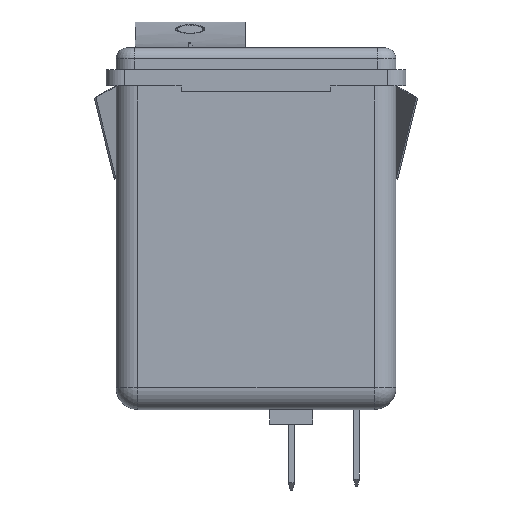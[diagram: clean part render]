
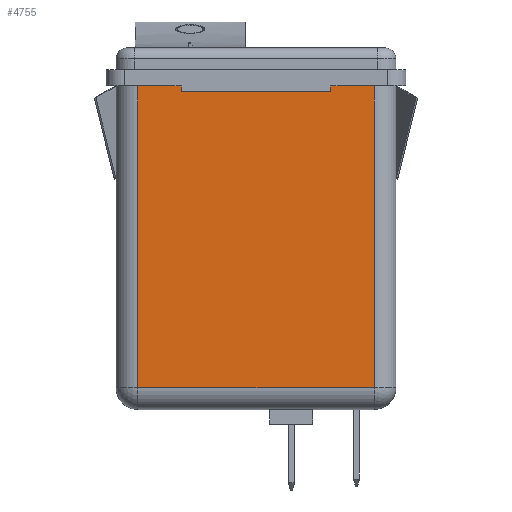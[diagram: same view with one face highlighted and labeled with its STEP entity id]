
A CAD part, left-side view. The second image highlights one B-rep face of the part: STEP entity #4755.
In plain terms, the highlighted planar face has unit normal (-1, 0, 0).
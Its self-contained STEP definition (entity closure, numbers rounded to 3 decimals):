
#293 = DIRECTION ( 'NONE',  ( 0., 1., 0. ) ) ;
#294 = VECTOR ( 'NONE', #293, 1000. ) ;
#295 = CARTESIAN_POINT ( 'NONE',  ( -14.2, -16.15, -2.25 ) ) ;
#296 = LINE ( 'NONE', #295, #294 ) ;
#298 = CARTESIAN_POINT ( 'NONE',  ( -14.2, 16.15, -2.25 ) ) ;
#415 = CARTESIAN_POINT ( 'NONE',  ( -14.2, -16.15, -2.25 ) ) ;
#436 = CARTESIAN_POINT ( 'NONE',  ( -14.2, -10.25, -2.25 ) ) ;
#465 = DIRECTION ( 'NONE',  ( 0., 1., 0. ) ) ;
#466 = VECTOR ( 'NONE', #465, 1000. ) ;
#467 = CARTESIAN_POINT ( 'NONE',  ( -14.2, -16.15, -2.25 ) ) ;
#468 = LINE ( 'NONE', #467, #466 ) ;
#505 = CARTESIAN_POINT ( 'NONE',  ( -14.2, 10.25, -2.25 ) ) ;
#924 = DIRECTION ( 'NONE',  ( -1., 0., 0. ) ) ;
#925 = AXIS2_PLACEMENT_3D ( 'NONE', #927, #924, #1046 ) ;
#927 = CARTESIAN_POINT ( 'NONE',  ( -14.2, -16.15, 45.431 ) ) ;
#928 = PLANE ( 'NONE',  #925 ) ;
#929 = FACE_OUTER_BOUND ( 'NONE', #4758, .T. ) ;
#930 = DIRECTION ( 'NONE',  ( 0., 0., -1. ) ) ;
#931 = VECTOR ( 'NONE', #930, 1000. ) ;
#932 = CARTESIAN_POINT ( 'NONE',  ( -14.2, -16.15, 45.431 ) ) ;
#933 = LINE ( 'NONE', #932, #931 ) ;
#934 = CARTESIAN_POINT ( 'NONE',  ( -14.2, -16.15, -43.518 ) ) ;
#935 = DIRECTION ( 'NONE',  ( 0., -1., 0. ) ) ;
#936 = VECTOR ( 'NONE', #935, 1000. ) ;
#937 = CARTESIAN_POINT ( 'NONE',  ( -14.2, -16.15, -43.518 ) ) ;
#938 = LINE ( 'NONE', #937, #936 ) ;
#1021 = CARTESIAN_POINT ( 'NONE',  ( -14.2, 10.25, -3.018 ) ) ;
#1022 = DIRECTION ( 'NONE',  ( 0., 0., -1. ) ) ;
#1023 = VECTOR ( 'NONE', #1022, 1000. ) ;
#1024 = CARTESIAN_POINT ( 'NONE',  ( -14.2, 10.25, -3.018 ) ) ;
#1025 = LINE ( 'NONE', #1024, #1023 ) ;
#1046 = DIRECTION ( 'NONE',  ( 0., 0., 1. ) ) ;
#1168 = DIRECTION ( 'NONE',  ( 0., 0., 1. ) ) ;
#1169 = VECTOR ( 'NONE', #1168, 1000. ) ;
#1170 = CARTESIAN_POINT ( 'NONE',  ( -14.2, -10.25, -3.018 ) ) ;
#1171 = LINE ( 'NONE', #1170, #1169 ) ;
#1173 = CARTESIAN_POINT ( 'NONE',  ( -14.2, -10.25, -3.018 ) ) ;
#1193 = CARTESIAN_POINT ( 'NONE',  ( -14.2, 16.15, -43.518 ) ) ;
#1194 = DIRECTION ( 'NONE',  ( 0., 0., -1. ) ) ;
#1195 = VECTOR ( 'NONE', #1194, 1000. ) ;
#1196 = CARTESIAN_POINT ( 'NONE',  ( -14.2, 16.15, 45.431 ) ) ;
#1197 = LINE ( 'NONE', #1196, #1195 ) ;
#1350 = DIRECTION ( 'NONE',  ( 0., 1., 0. ) ) ;
#1351 = VECTOR ( 'NONE', #1350, 1000. ) ;
#1352 = CARTESIAN_POINT ( 'NONE',  ( -14.2, 0., -3.018 ) ) ;
#1353 = LINE ( 'NONE', #1352, #1351 ) ;
#3863 = ORIENTED_EDGE ( 'NONE', *, *, #4430, .T. ) ;
#4369 = VERTEX_POINT ( 'NONE', #298 ) ;
#4371 = EDGE_CURVE ( 'NONE', #4445, #4369, #296, .T. ) ;
#4423 = VERTEX_POINT ( 'NONE', #415 ) ;
#4428 = VERTEX_POINT ( 'NONE', #436 ) ;
#4430 = EDGE_CURVE ( 'NONE', #4423, #4428, #468, .T. ) ;
#4445 = VERTEX_POINT ( 'NONE', #505 ) ;
#4748 = ORIENTED_EDGE ( 'NONE', *, *, #4749, .T. ) ;
#4749 = EDGE_CURVE ( 'NONE', #4877, #4750, #938, .T. ) ;
#4750 = VERTEX_POINT ( 'NONE', #934 ) ;
#4751 = ORIENTED_EDGE ( 'NONE', *, *, #4752, .F. ) ;
#4752 = EDGE_CURVE ( 'NONE', #4423, #4750, #933, .T. ) ;
#4755 = ADVANCED_FACE ( 'NONE', ( #929 ), #928, .T. ) ;
#4758 = EDGE_LOOP ( 'NONE', ( #4759, #4748, #4751, #3863, #6060, #5813, #6057, #5803 ) ) ;
#4759 = ORIENTED_EDGE ( 'NONE', *, *, #4876, .T. ) ;
#4777 = EDGE_CURVE ( 'NONE', #4445, #4778, #1025, .T. ) ;
#4778 = VERTEX_POINT ( 'NONE', #1021 ) ;
#4876 = EDGE_CURVE ( 'NONE', #4369, #4877, #1197, .T. ) ;
#4877 = VERTEX_POINT ( 'NONE', #1193 ) ;
#4889 = VERTEX_POINT ( 'NONE', #1173 ) ;
#4892 = EDGE_CURVE ( 'NONE', #4889, #4428, #1171, .T. ) ;
#4901 = EDGE_CURVE ( 'NONE', #4889, #4778, #1353, .T. ) ;
#5803 = ORIENTED_EDGE ( 'NONE', *, *, #4371, .T. ) ;
#5813 = ORIENTED_EDGE ( 'NONE', *, *, #4901, .T. ) ;
#6057 = ORIENTED_EDGE ( 'NONE', *, *, #4777, .F. ) ;
#6060 = ORIENTED_EDGE ( 'NONE', *, *, #4892, .F. ) ;
